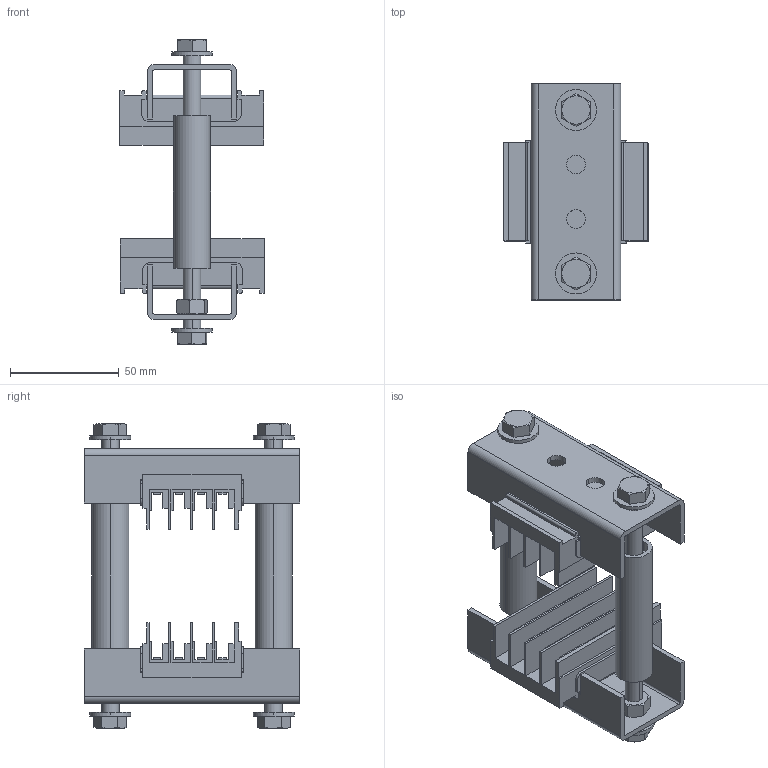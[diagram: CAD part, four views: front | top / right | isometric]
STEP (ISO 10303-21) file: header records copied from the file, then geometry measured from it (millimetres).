
FILE_DESCRIPTION(('STEP AP203'),'1');
FILE_NAME('abs4-5mod.stp','2024-09-16T09:09:21',('TraceParts'),('TraceParts S.A.'),'Spatial InterOp 3D',' ',' ');
FILE_SCHEMA(('CONFIG_CONTROL_DESIGN'));
Length unit declared in the file: millimetre
Products named in the file (1): 1
Bounding box: 66.2 x 99 x 139.86 mm (x, y, z)
Volume: 141023.9 mm3; surface area: 117735.3 mm2
Topology: 19 solids, 19 shells, 743 faces, 1952 edges, 1275 vertices
Faces by surface type: plane 564, cone 91, cylinder 88
Entity records: 22878 total; most frequent: CARTESIAN_POINT 4372, ORIENTED_EDGE 3904, DIRECTION 3620, EDGE_CURVE 1952, LINE 1554, VECTOR 1554, VERTEX_POINT 1275, AXIS2_PLACEMENT_3D 1033
